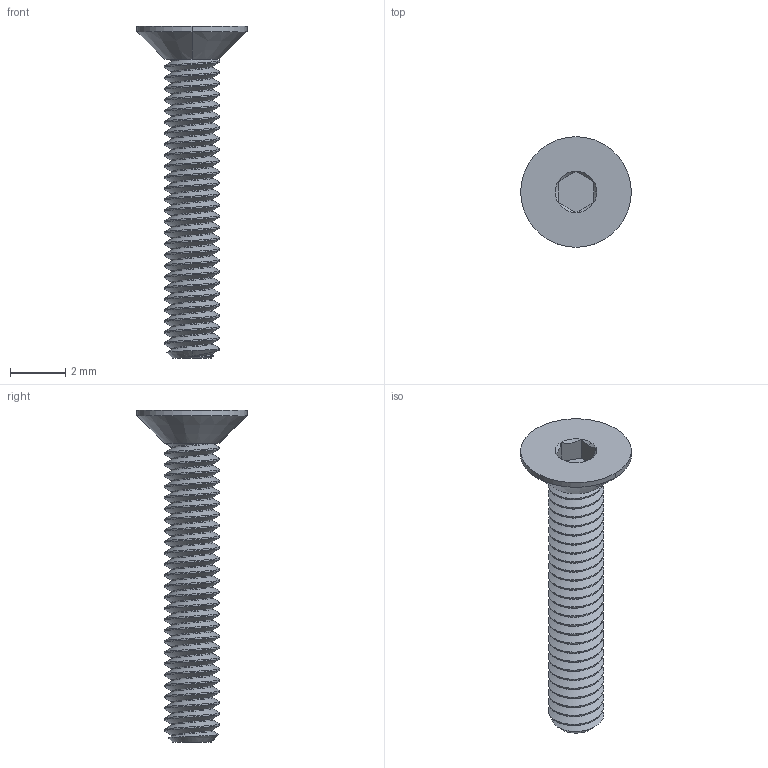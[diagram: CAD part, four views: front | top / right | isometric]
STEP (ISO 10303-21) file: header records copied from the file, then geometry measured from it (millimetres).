
FILE_DESCRIPTION (( 'STEP AP203' ), '1' );
FILE_NAME ('91294A009_Black-Oxide Alloy Steel Hex Drive Flat Head Screw.STEP', '2022-09-01T18:40:47', ( 'Administrator' ), ( 'Managed by Terraform' ), 'SwSTEP 2.0', 'SolidWorks 2017', '' );
FILE_SCHEMA (( 'CONFIG_CONTROL_DESIGN' ));
Length unit declared in the file: millimetre
Products named in the file (1): 91294A009_Black-Oxide Alloy Steel Hex Drive Flat Head Screw
Bounding box: 4 x 4 x 12 mm (x, y, z)
Volume: 34.5 mm3; surface area: 142.2 mm2
Topology: 2 solids, 2 shells, 81 faces, 214 edges, 138 vertices
Faces by surface type: cylinder 55, cone 12, plane 11, bspline 3
Entity records: 5570 total; most frequent: CARTESIAN_POINT 3846, ORIENTED_EDGE 428, DIRECTION 264, EDGE_CURVE 214, VERTEX_POINT 138, AXIS2_PLACEMENT_3D 96, EDGE_LOOP 82, ADVANCED_FACE 81
